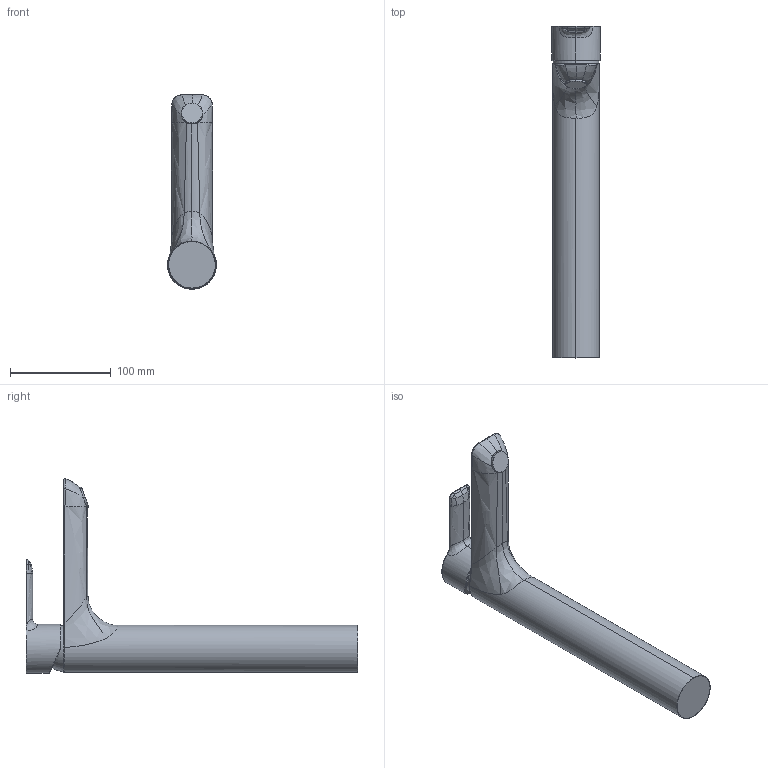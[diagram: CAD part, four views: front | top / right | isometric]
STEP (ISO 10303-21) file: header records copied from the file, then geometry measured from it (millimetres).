
FILE_DESCRIPTION (( 'STEP AP203' ), '1' );
FILE_NAME ('06032203.STEP', '2018-01-22T07:00:23', ( '' ), ( '' ), 'SwSTEP 2.0', 'SolidWorks 2016', '' );
FILE_SCHEMA (( 'CONFIG_CONTROL_DESIGN' ));
Length unit declared in the file: millimetre
Products named in the file (1): 06032203
Bounding box: 48.5 x 328.61 x 192.63 mm (x, y, z)
Volume: 684666.4 mm3; surface area: 73924.1 mm2
Topology: 1 solids, 2 shells, 116 faces, 278 edges, 166 vertices
Faces by surface type: bspline 87, cylinder 16, plane 7, torus 4, cone 2
Entity records: 11695 total; most frequent: CARTESIAN_POINT 9631, ORIENTED_EDGE 556, EDGE_CURVE 278, B_SPLINE_CURVE_WITH_KNOTS 206, VERTEX_POINT 166, DIRECTION 157, EDGE_LOOP 118, ADVANCED_FACE 116
